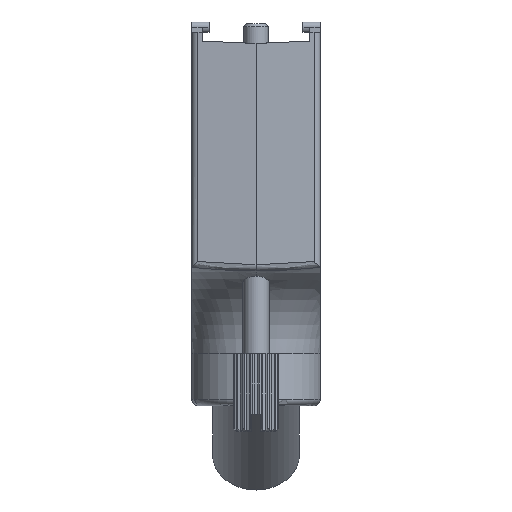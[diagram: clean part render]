
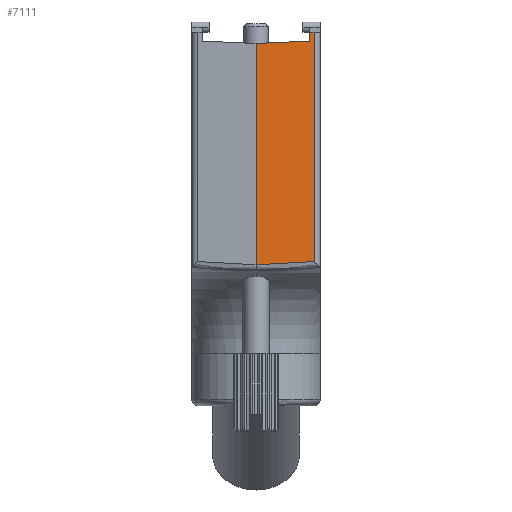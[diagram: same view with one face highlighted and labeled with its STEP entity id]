
A CAD part, left-side view. The second image highlights one B-rep face of the part: STEP entity #7111.
In plain terms, the highlighted planar face has unit normal (-0.999, -0.044, 0).
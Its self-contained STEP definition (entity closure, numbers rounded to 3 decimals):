
#322 = ORIENTED_EDGE ( 'NONE', *, *, #80209, .F. ) ;
#3298 = CARTESIAN_POINT ( 'NONE',  ( -19.858, -6.683, -27.594 ) ) ;
#3521 = CARTESIAN_POINT ( 'NONE',  ( -19.858, -6.683, -21. ) ) ;
#4059 = VERTEX_POINT ( 'NONE', #17446 ) ;
#4339 = DIRECTION ( 'NONE',  ( 0., 0., 1. ) ) ;
#5687 = CARTESIAN_POINT ( 'NONE',  ( -20.101, -1.117, -27.977 ) ) ;
#7111 = ADVANCED_FACE ( 'NONE', ( #108960 ), #109563, .T. ) ;
#10875 = LINE ( 'NONE', #3521, #90122 ) ;
#14726 = CARTESIAN_POINT ( 'NONE',  ( -19.879, -6.2, -1.2 ) ) ;
#17446 = CARTESIAN_POINT ( 'NONE',  ( -19.879, -6.2, -2.2 ) ) ;
#17845 = ORIENTED_EDGE ( 'NONE', *, *, #25126, .F. ) ;
#23619 = DIRECTION ( 'NONE',  ( -0.999, -0.044, 0. ) ) ;
#25126 = EDGE_CURVE ( 'NONE', #68299, #76267, #31199, .T. ) ;
#26871 = ORIENTED_EDGE ( 'NONE', *, *, #68303, .T. ) ;
#27392 = AXIS2_PLACEMENT_3D ( 'NONE', #91245, #23619, #60744 ) ;
#31199 = LINE ( 'NONE', #60399, #95786 ) ;
#33127 = CARTESIAN_POINT ( 'NONE',  ( -19.907, -5.571, -27.696 ) ) ;
#33657 = CARTESIAN_POINT ( 'NONE',  ( -19.879, -6.2, -21. ) ) ;
#34622 = DIRECTION ( 'NONE',  ( 0.044, -0.998, 0.044 ) ) ;
#38622 = EDGE_CURVE ( 'NONE', #4059, #73955, #80009, .T. ) ;
#43373 = DIRECTION ( 'NONE',  ( 0., 0., 1. ) ) ;
#48565 = ORIENTED_EDGE ( 'NONE', *, *, #101300, .T. ) ;
#49612 = CARTESIAN_POINT ( 'NONE',  ( -20.15, 0., -27.958 ) ) ;
#51066 = VECTOR ( 'NONE', #43373, 1000. ) ;
#59598 = DIRECTION ( 'NONE',  ( 0., 0., 1. ) ) ;
#60399 = CARTESIAN_POINT ( 'NONE',  ( -20.15, 0., -21. ) ) ;
#60744 = DIRECTION ( 'NONE',  ( 0.044, -0.999, 0. ) ) ;
#61775 = EDGE_LOOP ( 'NONE', ( #17845, #26871, #48565, #98290, #93772, #322 ) ) ;
#62052 = VERTEX_POINT ( 'NONE', #71672 ) ;
#63359 = EDGE_CURVE ( 'NONE', #73955, #102783, #68306, .T. ) ;
#68299 = VERTEX_POINT ( 'NONE', #99007 ) ;
#68303 = EDGE_CURVE ( 'NONE', #68299, #62052, #113134, .T. ) ;
#68306 = LINE ( 'NONE', #116501, #94389 ) ;
#70025 = LINE ( 'NONE', #116418, #88541 ) ;
#71672 = CARTESIAN_POINT ( 'NONE',  ( -19.858, -6.683, -27.594 ) ) ;
#73955 = VERTEX_POINT ( 'NONE', #14726 ) ;
#76267 = VERTEX_POINT ( 'NONE', #84028 ) ;
#80009 = LINE ( 'NONE', #33657, #51066 ) ;
#80209 = EDGE_CURVE ( 'NONE', #76267, #4059, #70025, .T. ) ;
#84028 = CARTESIAN_POINT ( 'NONE',  ( -20.15, 0., -2.471 ) ) ;
#86856 = CARTESIAN_POINT ( 'NONE',  ( -19.955, -4.46, -27.802 ) ) ;
#87237 = CARTESIAN_POINT ( 'NONE',  ( -19.858, -6.683, -1.2 ) ) ;
#88541 = VECTOR ( 'NONE', #34622, 1000. ) ;
#89604 = DIRECTION ( 'NONE',  ( 0.044, -0.999, 0. ) ) ;
#90122 = VECTOR ( 'NONE', #59598, 1000. ) ;
#91245 = CARTESIAN_POINT ( 'NONE',  ( -20.15, 0., -21. ) ) ;
#93772 = ORIENTED_EDGE ( 'NONE', *, *, #38622, .F. ) ;
#94389 = VECTOR ( 'NONE', #89604, 1000. ) ;
#95786 = VECTOR ( 'NONE', #4339, 1000. ) ;
#98290 = ORIENTED_EDGE ( 'NONE', *, *, #63359, .F. ) ;
#99007 = CARTESIAN_POINT ( 'NONE',  ( -20.15, 0., -27.958 ) ) ;
#101300 = EDGE_CURVE ( 'NONE', #62052, #102783, #10875, .T. ) ;
#102783 = VERTEX_POINT ( 'NONE', #87237 ) ;
#108960 = FACE_OUTER_BOUND ( 'NONE', #61775, .T. ) ;
#109563 = PLANE ( 'NONE',  #27392 ) ;
#113134 = B_SPLINE_CURVE_WITH_KNOTS ( 'NONE', 3,
 ( #49612, #5687, #114921, #86856, #33127, #3298 ),
 .UNSPECIFIED., .F., .F.,
 ( 4, 2, 4 ),
 ( 0., 0.003, 0.007 ),
 .UNSPECIFIED. ) ;
#114921 = CARTESIAN_POINT ( 'NONE',  ( -20.053, -2.232, -27.944 ) ) ;
#116418 = CARTESIAN_POINT ( 'NONE',  ( -20.185, 0.806, -2.506 ) ) ;
#116501 = CARTESIAN_POINT ( 'NONE',  ( -20.15, 0., -1.2 ) ) ;
